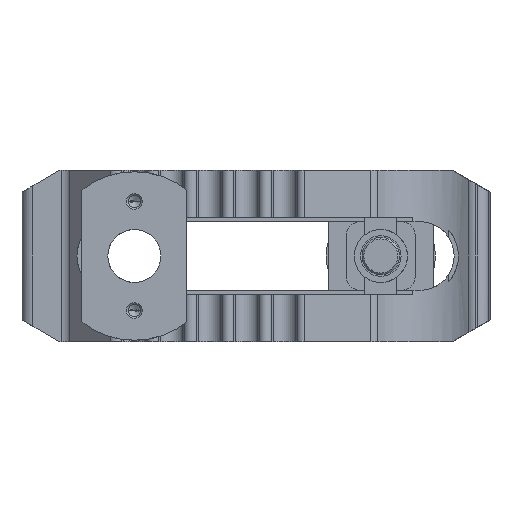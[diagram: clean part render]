
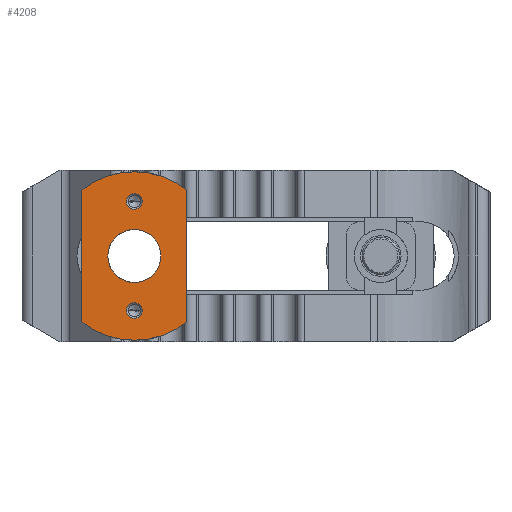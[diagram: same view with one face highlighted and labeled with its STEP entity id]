
A CAD part, front view. The second image highlights one B-rep face of the part: STEP entity #4208.
In plain terms, the highlighted planar face has unit normal (0, -1, 0).
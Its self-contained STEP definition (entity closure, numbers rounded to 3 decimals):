
#1840=VERTEX_POINT('',#5319);
#1978=EDGE_CURVE('',#1996,#2318,#5472,.T.);
#1996=VERTEX_POINT('',#5491);
#2148=VERTEX_POINT('',#5659);
#2156=EDGE_CURVE('',#2148,#4056,#5669,.T.);
#2238=VERTEX_POINT('',#5765);
#2318=VERTEX_POINT('',#5855);
#2352=VERTEX_POINT('',#5891);
#2580=VERTEX_POINT('',#6144);
#3156=EDGE_CURVE('',#2580,#3954,#6771,.T.);
#3478=EDGE_CURVE('',#2352,#1840,#7125,.T.);
#3604=EDGE_CURVE('',#4056,#3954,#7267,.T.);
#3806=EDGE_CURVE('',#4970,#2238,#7482,.T.);
#3954=VERTEX_POINT('',#7642);
#4056=VERTEX_POINT('',#7758);
#4208=ADVANCED_FACE('',(#7922,#7923,#7924,#7925),#7926,.T.);
#4306=EDGE_CURVE('',#2318,#1996,#8030,.T.);
#4534=EDGE_CURVE('',#2580,#2148,#8279,.T.);
#4898=EDGE_CURVE('',#1840,#2352,#8676,.T.);
#4970=VERTEX_POINT('',#8751);
#5164=EDGE_CURVE('',#2238,#4970,#8968,.T.);
#5319=CARTESIAN_POINT('',(8.5,0.0,0.));
#5472=CIRCLE('',#9384,2.5);
#5491=CARTESIAN_POINT('',(2.5,0.0,17.5));
#5659=CARTESIAN_POINT('',(16.8,0.0,21.137));
#5669=LINE('',#9696,#9697);
#5765=CARTESIAN_POINT('',(-2.5,0.0,-17.5));
#5855=CARTESIAN_POINT('',(-2.5,0.,17.5));
#5891=CARTESIAN_POINT('',(-8.5,0.,0.));
#6144=CARTESIAN_POINT('',(-16.8,0.0,21.137));
#6771=LINE('',#11395,#11396);
#7125=CIRCLE('',#11926,8.5);
#7267=CIRCLE('',#12166,27.0);
#7482=CIRCLE('',#12533,2.5);
#7642=CARTESIAN_POINT('',(-16.8,0.0,-21.137));
#7758=CARTESIAN_POINT('',(16.8,0.0,-21.137));
#7922=FACE_BOUND('',#13205,.T.);
#7923=FACE_BOUND('',#13206,.T.);
#7924=FACE_BOUND('',#13207,.T.);
#7925=FACE_OUTER_BOUND('',#13208,.T.);
#7926=PLANE('',#13209);
#8030=CIRCLE('',#13371,2.5);
#8279=CIRCLE('',#13729,27.0);
#8676=CIRCLE('',#14392,8.5);
#8751=CARTESIAN_POINT('',(2.5,0.,-17.5));
#8968=CIRCLE('',#14831,2.5);
#9384=AXIS2_PLACEMENT_3D('',#15183,#15184,#15185);
#9696=CARTESIAN_POINT('',(16.8,0.0,28.0));
#9697=VECTOR('',#15459,1.0);
#11395=CARTESIAN_POINT('',(-16.8,0.0,28.0));
#11396=VECTOR('',#16812,1.0);
#11926=AXIS2_PLACEMENT_3D('',#17256,#17257,#17258);
#12166=AXIS2_PLACEMENT_3D('',#17442,#17443,#17444);
#12533=AXIS2_PLACEMENT_3D('',#17627,#17628,#17629);
#13205=EDGE_LOOP('',(#18086,#18087));
#13206=EDGE_LOOP('',(#18088,#18089));
#13207=EDGE_LOOP('',(#18090,#18091));
#13208=EDGE_LOOP('',(#18092,#18093,#18094,#18095));
#13209=AXIS2_PLACEMENT_3D('',#18096,#18097,#18098);
#13371=AXIS2_PLACEMENT_3D('',#18191,#18192,#18193);
#13729=AXIS2_PLACEMENT_3D('',#18459,#18460,#18461);
#14392=AXIS2_PLACEMENT_3D('',#18871,#18872,#18873);
#14831=AXIS2_PLACEMENT_3D('',#19223,#19224,#19225);
#15183=CARTESIAN_POINT('',(0.0,0.0,17.5));
#15184=DIRECTION('',(0.,1.0,0.));
#15185=DIRECTION('',(1.0,0.,0.));
#15459=DIRECTION('',(0.0,0.,-1.0));
#16812=DIRECTION('',(0.0,0.,-1.0));
#17256=CARTESIAN_POINT('',(0.0,0.0,0.0));
#17257=DIRECTION('',(0.,1.0,0.));
#17258=DIRECTION('',(-1.0,0.,0.));
#17442=CARTESIAN_POINT('',(0.0,0.0,0.0));
#17443=DIRECTION('',(0.,1.0,0.));
#17444=DIRECTION('',(-1.0,0.,0.));
#17627=CARTESIAN_POINT('',(0.0,0.0,-17.5));
#17628=DIRECTION('',(0.,1.0,0.));
#17629=DIRECTION('',(-1.0,0.,0.));
#18086=ORIENTED_EDGE('',*,*,#5164,.T.);
#18087=ORIENTED_EDGE('',*,*,#3806,.T.);
#18088=ORIENTED_EDGE('',*,*,#1978,.T.);
#18089=ORIENTED_EDGE('',*,*,#4306,.T.);
#18090=ORIENTED_EDGE('',*,*,#4898,.T.);
#18091=ORIENTED_EDGE('',*,*,#3478,.T.);
#18092=ORIENTED_EDGE('',*,*,#4534,.F.);
#18093=ORIENTED_EDGE('',*,*,#3156,.T.);
#18094=ORIENTED_EDGE('',*,*,#3604,.F.);
#18095=ORIENTED_EDGE('',*,*,#2156,.F.);
#18096=CARTESIAN_POINT('',(-16.8,0.0,28.0));
#18097=DIRECTION('',(0.,-1.0,0.));
#18098=DIRECTION('',(-1.0,0.,0.));
#18191=CARTESIAN_POINT('',(0.0,0.0,17.5));
#18192=DIRECTION('',(0.,1.0,0.));
#18193=DIRECTION('',(1.0,0.,0.));
#18459=CARTESIAN_POINT('',(0.0,0.0,0.0));
#18460=DIRECTION('',(0.,1.0,0.));
#18461=DIRECTION('',(-1.0,0.,0.));
#18871=CARTESIAN_POINT('',(0.0,0.0,0.0));
#18872=DIRECTION('',(0.,1.0,0.));
#18873=DIRECTION('',(-1.0,0.,0.));
#19223=CARTESIAN_POINT('',(0.0,0.0,-17.5));
#19224=DIRECTION('',(0.,1.0,0.));
#19225=DIRECTION('',(-1.0,0.,0.));
